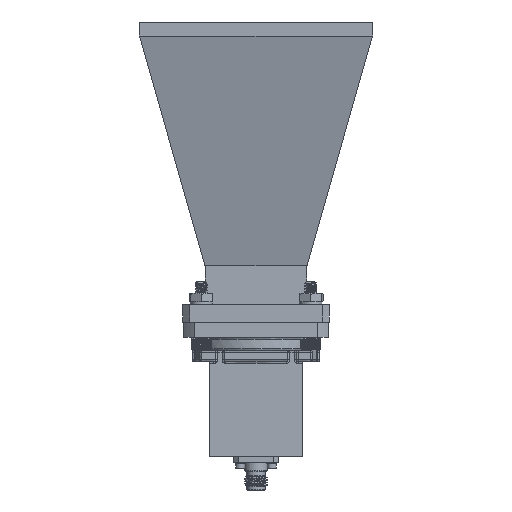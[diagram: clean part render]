
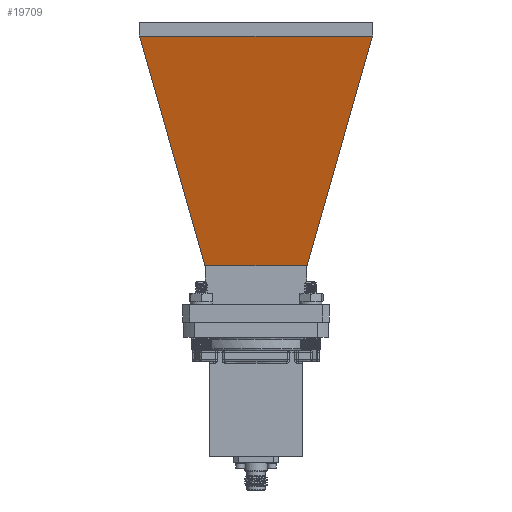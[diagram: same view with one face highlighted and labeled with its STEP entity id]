
A CAD part, front view. The second image highlights one B-rep face of the part: STEP entity #19709.
In plain terms, the highlighted face is planar.
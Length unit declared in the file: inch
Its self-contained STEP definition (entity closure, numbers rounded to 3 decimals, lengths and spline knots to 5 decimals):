
#219 = EDGE_CURVE ( 'NONE', #37935, #37886, #18410, .T. ) ;
#1471 = EDGE_CURVE ( 'NONE', #37935, #39256, #16266, .T. ) ;
#4086 = CARTESIAN_POINT ( 'NONE',  ( -0.9599, -1.2976, 4.5116 ) ) ;
#4408 = CARTESIAN_POINT ( 'NONE',  ( -0.31811, 0.56865, 1.95391 ) ) ;
#9654 = CARTESIAN_POINT ( 'NONE',  ( -0.9599, 1.2976, 4.5116 ) ) ;
#9919 = VECTOR ( 'NONE', #10200, 39.37008 ) ;
#10200 = DIRECTION ( 'NONE',  ( -0.235, 0.266, 0.935 ) ) ;
#12461 = CARTESIAN_POINT ( 'NONE',  ( -0.9599, -1.2976, 4.5116 ) ) ;
#14974 = ORIENTED_EDGE ( 'NONE', *, *, #26653, .F. ) ;
#16266 = LINE ( 'NONE', #31903, #23808 ) ;
#16762 = LINE ( 'NONE', #4408, #9919 ) ;
#18410 = LINE ( 'NONE', #12461, #22829 ) ;
#19204 = CARTESIAN_POINT ( 'NONE',  ( -0.31811, 0., 1.95391 ) ) ;
#19709 = ADVANCED_FACE ( 'NONE', ( #20640 ), #24118, .T. ) ;
#20640 = FACE_OUTER_BOUND ( 'NONE', #24151, .T. ) ;
#21447 = ORIENTED_EDGE ( 'NONE', *, *, #219, .F. ) ;
#22498 = DIRECTION ( 'NONE',  ( 0., -1., 0. ) ) ;
#22829 = VECTOR ( 'NONE', #30771, 39.37008 ) ;
#23113 = VECTOR ( 'NONE', #22498, 39.37008 ) ;
#23808 = VECTOR ( 'NONE', #37921, 39.37008 ) ;
#24118 = PLANE ( 'NONE',  #30281 ) ;
#24151 = EDGE_LOOP ( 'NONE', ( #33097, #21447, #36160, #14974 ) ) ;
#26653 = EDGE_CURVE ( 'NONE', #35583, #39256, #16762, .T. ) ;
#29077 = LINE ( 'NONE', #19204, #23113 ) ;
#29912 = DIRECTION ( 'NONE',  ( -0.243, 0., 0.97 ) ) ;
#30281 = AXIS2_PLACEMENT_3D ( 'NONE', #40009, #33220, #29912 ) ;
#30771 = DIRECTION ( 'NONE',  ( 0.235, 0.266, -0.935 ) ) ;
#31903 = CARTESIAN_POINT ( 'NONE',  ( -0.9599, 0., 4.5116 ) ) ;
#33097 = ORIENTED_EDGE ( 'NONE', *, *, #34104, .T. ) ;
#33220 = DIRECTION ( 'NONE',  ( -0.97, 0., -0.243 ) ) ;
#34104 = EDGE_CURVE ( 'NONE', #35583, #37886, #29077, .T. ) ;
#35583 = VERTEX_POINT ( 'NONE', #40039 ) ;
#36160 = ORIENTED_EDGE ( 'NONE', *, *, #1471, .T. ) ;
#37886 = VERTEX_POINT ( 'NONE', #39106 ) ;
#37921 = DIRECTION ( 'NONE',  ( 0., 1., 0. ) ) ;
#37935 = VERTEX_POINT ( 'NONE', #4086 ) ;
#39106 = CARTESIAN_POINT ( 'NONE',  ( -0.31811, -0.56865, 1.95391 ) ) ;
#39256 = VERTEX_POINT ( 'NONE', #9654 ) ;
#40009 = CARTESIAN_POINT ( 'NONE',  ( -0.65331, 0., 3.28976 ) ) ;
#40039 = CARTESIAN_POINT ( 'NONE',  ( -0.31811, 0.56865, 1.95391 ) ) ;
